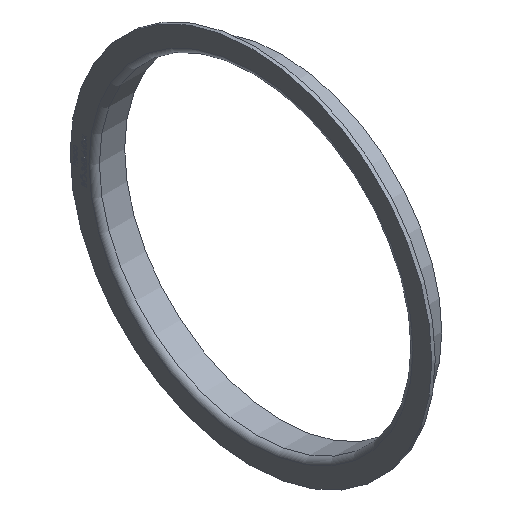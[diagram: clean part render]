
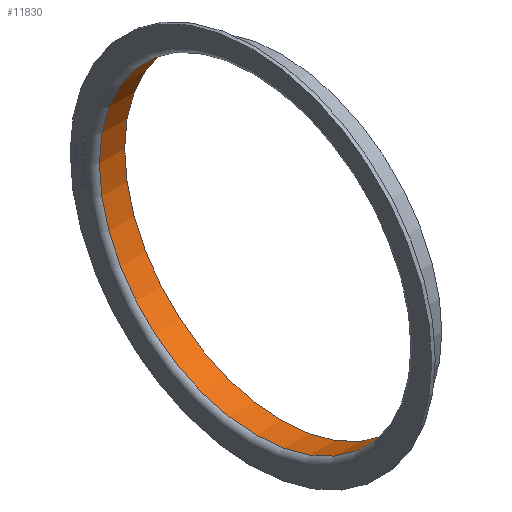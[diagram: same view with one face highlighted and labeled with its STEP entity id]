
A CAD part, isometric view. The second image highlights one B-rep face of the part: STEP entity #11830.
In plain terms, the highlighted cylindrical face has radius 180 mm (diameter 360 mm), a full revolution.
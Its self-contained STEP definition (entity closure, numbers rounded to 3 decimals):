
#148 = FACE_OUTER_BOUND ( 'NONE', #6160, .T. ) ;
#971 = DIRECTION ( 'NONE',  ( -1., 0., 0. ) ) ;
#1139 = CARTESIAN_POINT ( 'NONE',  ( 35., 0., 0. ) ) ;
#1341 = VERTEX_POINT ( 'NONE', #11796 ) ;
#1572 = EDGE_LOOP ( 'NONE', ( #7731 ) ) ;
#2255 = AXIS2_PLACEMENT_3D ( 'NONE', #10107, #2534, #8822 ) ;
#2534 = DIRECTION ( 'NONE',  ( -1., 0., 0. ) ) ;
#4335 = VERTEX_POINT ( 'NONE', #14114 ) ;
#4892 = CARTESIAN_POINT ( 'NONE',  ( 6., 0., 0. ) ) ;
#6012 = ORIENTED_EDGE ( 'NONE', *, *, #7574, .T. ) ;
#6089 = DIRECTION ( 'NONE',  ( 0., 0., 1. ) ) ;
#6160 = EDGE_LOOP ( 'NONE', ( #6012 ) ) ;
#6262 = FACE_OUTER_BOUND ( 'NONE', #1572, .T. ) ;
#6943 = AXIS2_PLACEMENT_3D ( 'NONE', #1139, #971, #6089 ) ;
#7574 = EDGE_CURVE ( 'NONE', #4335, #4335, #13595, .T. ) ;
#7731 = ORIENTED_EDGE ( 'NONE', *, *, #11903, .F. ) ;
#8396 = AXIS2_PLACEMENT_3D ( 'NONE', #4892, #13351, #8585 ) ;
#8585 = DIRECTION ( 'NONE',  ( 0., 0., -1. ) ) ;
#8822 = DIRECTION ( 'NONE',  ( 0., 0., 1. ) ) ;
#10107 = CARTESIAN_POINT ( 'NONE',  ( 0., 0., 0. ) ) ;
#11796 = CARTESIAN_POINT ( 'NONE',  ( 35., 0., 180. ) ) ;
#11830 = ADVANCED_FACE ( 'NONE', ( #148, #6262 ), #15070, .F. ) ;
#11903 = EDGE_CURVE ( 'NONE', #1341, #1341, #14750, .T. ) ;
#13351 = DIRECTION ( 'NONE',  ( -1., 0., 0. ) ) ;
#13595 = CIRCLE ( 'NONE', #8396, 180. ) ;
#14114 = CARTESIAN_POINT ( 'NONE',  ( 6., 0., -180. ) ) ;
#14750 = CIRCLE ( 'NONE', #6943, 180. ) ;
#15070 = CYLINDRICAL_SURFACE ( 'NONE', #2255, 180. ) ;
